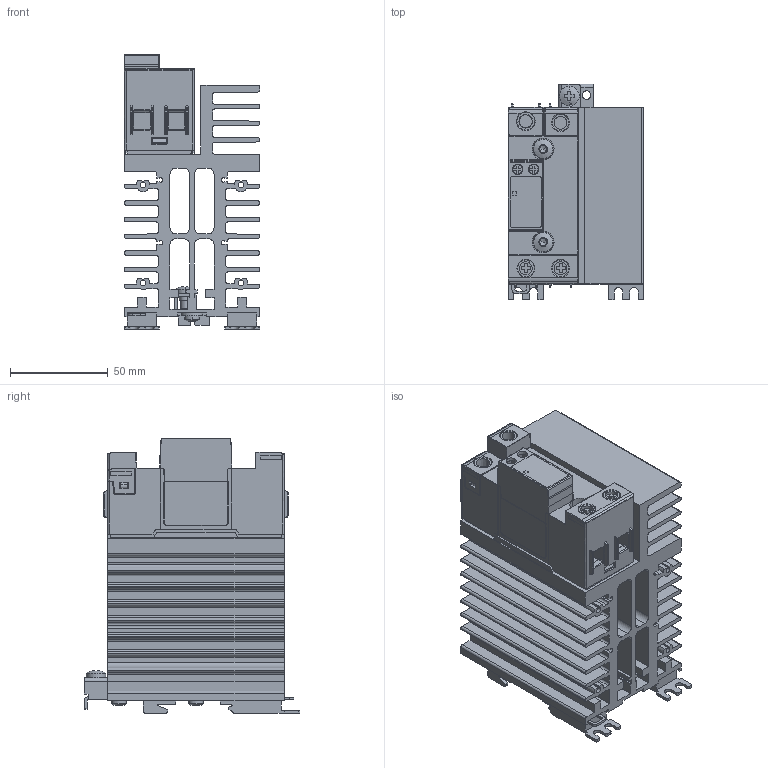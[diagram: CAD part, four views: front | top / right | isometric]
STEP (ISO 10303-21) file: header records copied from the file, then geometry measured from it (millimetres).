
FILE_DESCRIPTION((''),'2;1');
FILE_NAME('CGI0770-01.stp','2012-08-17T09:35:36',(''),(''),'Mechanical Desktop 2009','Mechanical Desktop 2009',', , ');
FILE_SCHEMA(('CONFIG_CONTROL_DESIGN'));
Length unit declared in the file: millimetre
Products named in the file (2): Product; CGI0770-01
Assembly tree (1 placements, depth 2):
  Product
    CGI0770-01
Bounding box: 69.1 x 110 x 140.28 mm (x, y, z)
Volume: 404385.4 mm3; surface area: 167875.1 mm2
Topology: 11 solids, 11 shells, 1678 faces, 4499 edges, 2858 vertices
Faces by surface type: bspline 659, plane 585, cylinder 374, cone 29, torus 21, sphere 10
Entity records: 57935 total; most frequent: CARTESIAN_POINT 17312, ORIENTED_EDGE 8954, DIRECTION 7712, EDGE_CURVE 4477, VECTOR 3034, LINE 3034, VERTEX_POINT 2862, AXIS2_PLACEMENT_3D 2339
